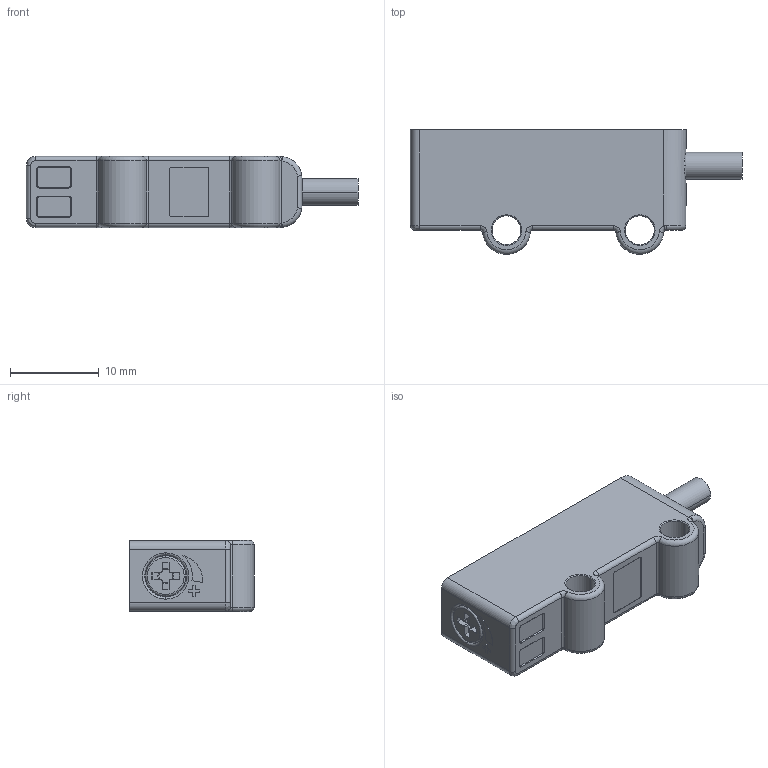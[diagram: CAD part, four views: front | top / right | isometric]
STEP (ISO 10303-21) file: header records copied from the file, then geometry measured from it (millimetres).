
FILE_DESCRIPTION((''),'2;1');
FILE_NAME('217296_SM01_ASM','2020-10-08T11:17:33',('brust'),('BANNER ENGINEERING CORP.'),'CREO PARAMETRIC BY PTC INC, 2019292','CREO PARAMETRIC BY PTC INC, 2019292','');
FILE_SCHEMA(('CONFIG_CONTROL_DESIGN','SHAPE_APPEARANCE_LAYERS_GROUPS'));
Length unit declared in the file: millimetre
Products named in the file (2): 217296_SM01; 217296_SM01_ASM
Assembly tree (1 placements, depth 2):
  217296_SM01_ASM
    217296_SM01
Bounding box: 37.35 x 13.99 x 8 mm (x, y, z)
Volume: 2845.3 mm3; surface area: 1717.4 mm2
Topology: 1 solids, 1 shells, 172 faces, 436 edges, 276 vertices
Faces by surface type: plane 72, cylinder 34, cone 34, torus 20, bspline 12
Entity records: 7811 total; most frequent: CARTESIAN_POINT 2360, DIRECTION 876, ORIENTED_EDGE 872, EDGE_CURVE 436, AXIS2_PLACEMENT_3D 327, VERTEX_POINT 276, VECTOR 222, LINE 222
